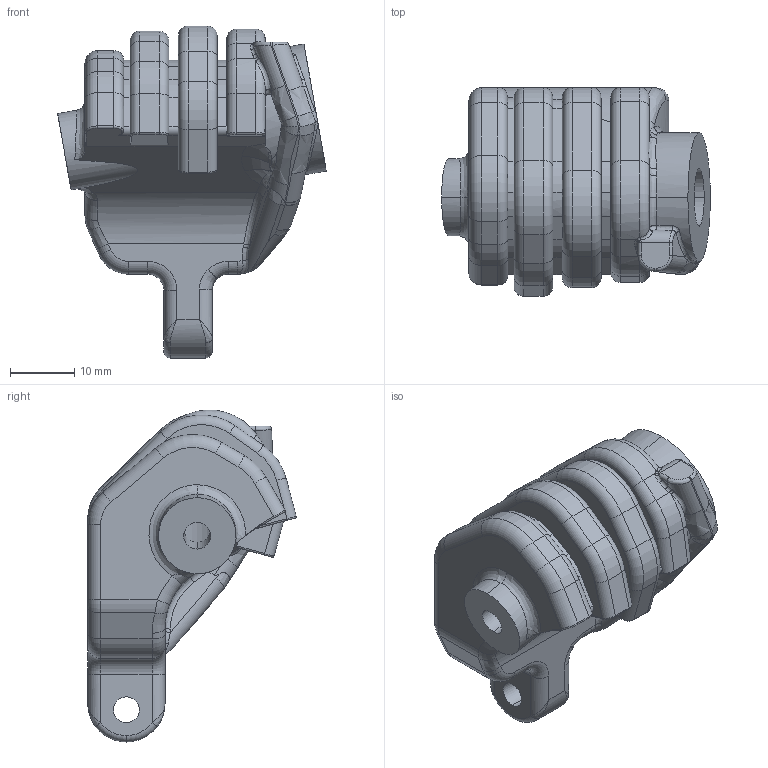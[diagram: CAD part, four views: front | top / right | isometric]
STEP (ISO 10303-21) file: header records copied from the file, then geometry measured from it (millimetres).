
FILE_DESCRIPTION (( 'STEP AP203' ), '1' );
FILE_NAME ('1_3_Hand_Right.STEP', '2014-08-31T10:19:32', ( '' ), ( '' ), 'SwSTEP 2.0', 'SolidWorks 2013', '' );
FILE_SCHEMA (( 'CONFIG_CONTROL_DESIGN' ));
Length unit declared in the file: millimetre
Products named in the file (1): 1_3_Hand_Right
Bounding box: 41.68 x 32.37 x 51.51 mm (x, y, z)
Volume: 21662.9 mm3; surface area: 7194.2 mm2
Topology: 1 solids, 1 shells, 329 faces, 824 edges, 492 vertices
Faces by surface type: cylinder 129, bspline 79, plane 71, torus 50
Entity records: 12059 total; most frequent: CARTESIAN_POINT 4816, ORIENTED_EDGE 1638, DIRECTION 1387, EDGE_CURVE 819, AXIS2_PLACEMENT_3D 555, VERTEX_POINT 492, EDGE_LOOP 335, ADVANCED_FACE 329
